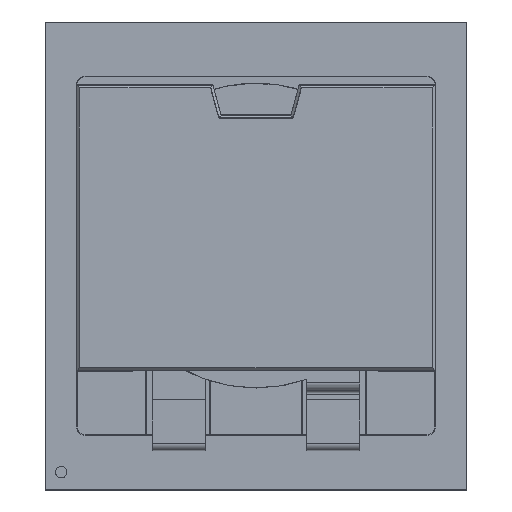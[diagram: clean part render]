
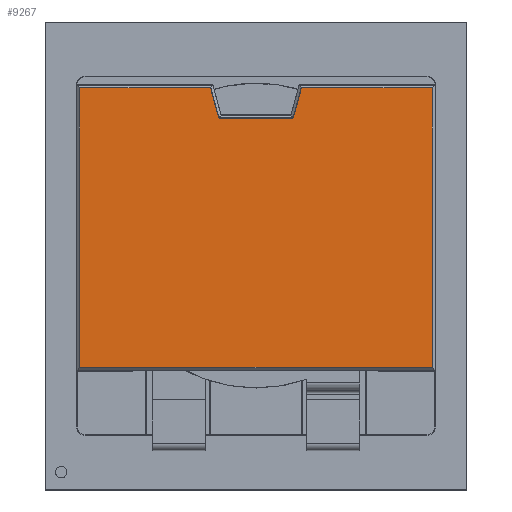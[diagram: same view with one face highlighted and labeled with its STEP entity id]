
A CAD part, top view. The second image highlights one B-rep face of the part: STEP entity #9267.
In plain terms, the highlighted planar face has unit normal (0, 0, 1).
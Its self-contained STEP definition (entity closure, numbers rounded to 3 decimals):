
#77=ELLIPSE('',#10162,0.048,0.03);
#79=ELLIPSE('',#10180,0.048,0.03);
#1115=FACE_OUTER_BOUND('',#1668,.T.);
#1668=EDGE_LOOP('',(#7736,#7737,#7738,#7739,#7740,#7741,#7742,#7743,#7744,
#7745));
#2565=LINE('',#15312,#3510);
#2567=LINE('',#15315,#3512);
#2571=LINE('',#15321,#3516);
#2573=LINE('',#15327,#3518);
#2583=LINE('',#15351,#3528);
#2589=LINE('',#15360,#3534);
#2597=LINE('',#15378,#3542);
#2607=LINE('',#15399,#3552);
#3510=VECTOR('',#12393,10.);
#3512=VECTOR('',#12397,10.);
#3516=VECTOR('',#12405,10.);
#3518=VECTOR('',#12415,10.);
#3528=VECTOR('',#12445,10.);
#3534=VECTOR('',#12457,10.);
#3542=VECTOR('',#12477,10.);
#3552=VECTOR('',#12501,10.);
#4225=VERTEX_POINT('',#14912);
#4232=VERTEX_POINT('',#14928);
#4243=VERTEX_POINT('',#14953);
#4254=VERTEX_POINT('',#14984);
#4269=VERTEX_POINT('',#15024);
#4280=VERTEX_POINT('',#15049);
#4289=VERTEX_POINT('',#15086);
#4291=VERTEX_POINT('',#15090);
#4303=VERTEX_POINT('',#15140);
#4305=VERTEX_POINT('',#15144);
#5384=EDGE_CURVE('',#4291,#4289,#77,.T.);
#5403=EDGE_CURVE('',#4305,#4303,#79,.T.);
#5472=EDGE_CURVE('',#4280,#4305,#2565,.T.);
#5474=EDGE_CURVE('',#4303,#4291,#2567,.T.);
#5478=EDGE_CURVE('',#4289,#4269,#2571,.T.);
#5482=EDGE_CURVE('',#4254,#4280,#2573,.T.);
#5496=EDGE_CURVE('',#4269,#4243,#2583,.T.);
#5502=EDGE_CURVE('',#4232,#4254,#2589,.T.);
#5512=EDGE_CURVE('',#4243,#4225,#2597,.T.);
#5524=EDGE_CURVE('',#4225,#4232,#2607,.T.);
#7736=ORIENTED_EDGE('',*,*,#5403,.F.);
#7737=ORIENTED_EDGE('',*,*,#5472,.F.);
#7738=ORIENTED_EDGE('',*,*,#5482,.F.);
#7739=ORIENTED_EDGE('',*,*,#5502,.F.);
#7740=ORIENTED_EDGE('',*,*,#5524,.F.);
#7741=ORIENTED_EDGE('',*,*,#5512,.F.);
#7742=ORIENTED_EDGE('',*,*,#5496,.F.);
#7743=ORIENTED_EDGE('',*,*,#5478,.F.);
#7744=ORIENTED_EDGE('',*,*,#5384,.F.);
#7745=ORIENTED_EDGE('',*,*,#5474,.F.);
#8837=PLANE('',#10282);
#9267=ADVANCED_FACE('',(#1115),#8837,.T.);
#10162=AXIS2_PLACEMENT_3D('',#15092,#12200,#12201);
#10180=AXIS2_PLACEMENT_3D('',#15146,#12242,#12243);
#10282=AXIS2_PLACEMENT_3D('',#15420,#12532,#12533);
#12200=DIRECTION('center_axis',(0.,0.,1.));
#12201=DIRECTION('ref_axis',(0.609,-0.793,0.));
#12242=DIRECTION('center_axis',(0.,0.,1.));
#12243=DIRECTION('ref_axis',(-0.609,-0.793,0.));
#12393=DIRECTION('',(0.259,-0.966,0.));
#12397=DIRECTION('',(1.,0.,0.));
#12405=DIRECTION('',(0.259,0.966,0.));
#12415=DIRECTION('',(1.,0.,0.));
#12445=DIRECTION('',(1.,0.,0.));
#12457=DIRECTION('',(0.,1.,0.));
#12477=DIRECTION('',(0.,-1.,0.));
#12501=DIRECTION('',(-1.,0.,0.));
#12532=DIRECTION('center_axis',(0.,0.,1.));
#12533=DIRECTION('ref_axis',(1.,0.,0.));
#14912=CARTESIAN_POINT('',(6.144,-3.203,7.5));
#14928=CARTESIAN_POINT('',(-6.144,-3.203,7.5));
#14953=CARTESIAN_POINT('',(6.144,6.535,7.5));
#14984=CARTESIAN_POINT('',(-6.144,6.535,7.5));
#15024=CARTESIAN_POINT('',(1.581,6.535,7.5));
#15049=CARTESIAN_POINT('',(-1.581,6.535,7.5));
#15086=CARTESIAN_POINT('',(1.305,5.502,7.5));
#15090=CARTESIAN_POINT('',(1.284,5.486,7.5));
#15092=CARTESIAN_POINT('Origin',(1.268,5.529,7.5));
#15140=CARTESIAN_POINT('',(-1.284,5.486,7.5));
#15144=CARTESIAN_POINT('',(-1.305,5.502,7.5));
#15146=CARTESIAN_POINT('Origin',(-1.268,5.529,7.5));
#15312=CARTESIAN_POINT('',(-0.93,4.105,7.5));
#15315=CARTESIAN_POINT('',(-0.609,5.486,7.5));
#15321=CARTESIAN_POINT('',(0.79,3.581,7.5));
#15327=CARTESIAN_POINT('',(-3.125,6.535,7.5));
#15351=CARTESIAN_POINT('',(0.75,6.535,7.5));
#15360=CARTESIAN_POINT('',(-6.144,-0.822,7.5));
#15378=CARTESIAN_POINT('',(6.144,4.153,7.5));
#15399=CARTESIAN_POINT('',(3.125,-3.203,7.5));
#15420=CARTESIAN_POINT('Origin',(0.,1.666,7.5));
